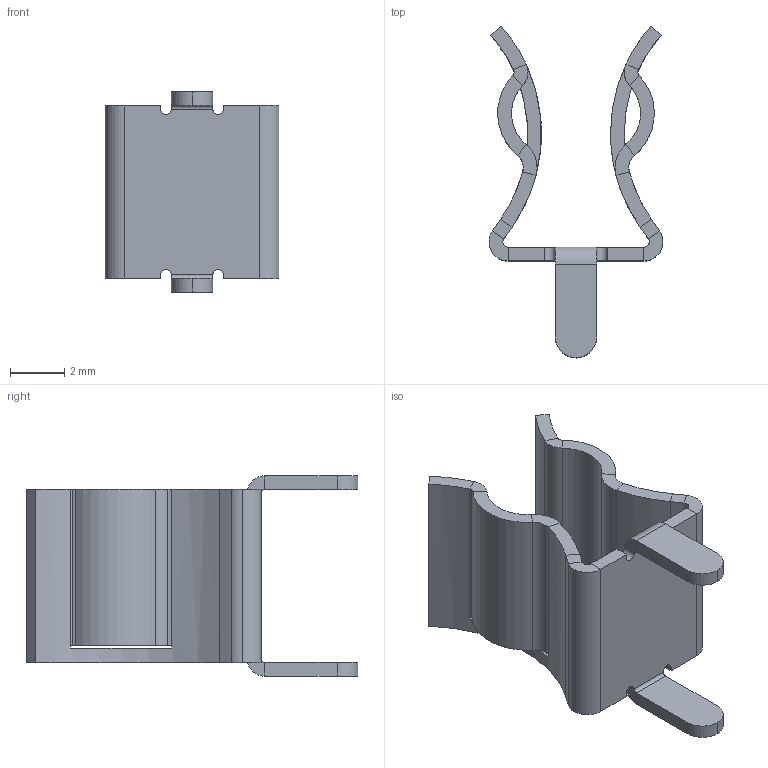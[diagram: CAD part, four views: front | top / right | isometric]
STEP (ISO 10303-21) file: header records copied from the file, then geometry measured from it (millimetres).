
FILE_DESCRIPTION (( 'STEP AP214' ), '1' );
FILE_NAME ('BK-6005.STEP', '2020-02-07T23:12:56', ( '' ), ( '' ), 'SwSTEP 2.0', 'SolidWorks 2017', '' );
FILE_SCHEMA (( 'AUTOMOTIVE_DESIGN' ));
Length unit declared in the file: millimetre
Products named in the file (1): BK-6005
Bounding box: 6.4 x 12.2 x 7.37 mm (x, y, z)
Volume: 82.9 mm3; surface area: 373.7 mm2
Topology: 1 solids, 1 shells, 102 faces, 240 edges, 136 vertices
Faces by surface type: plane 60, cylinder 42
Entity records: 2902 total; most frequent: DIRECTION 538, ORIENTED_EDGE 480, CARTESIAN_POINT 479, EDGE_CURVE 240, AXIS2_PLACEMENT_3D 195, VECTOR 148, LINE 148, VERTEX_POINT 136
